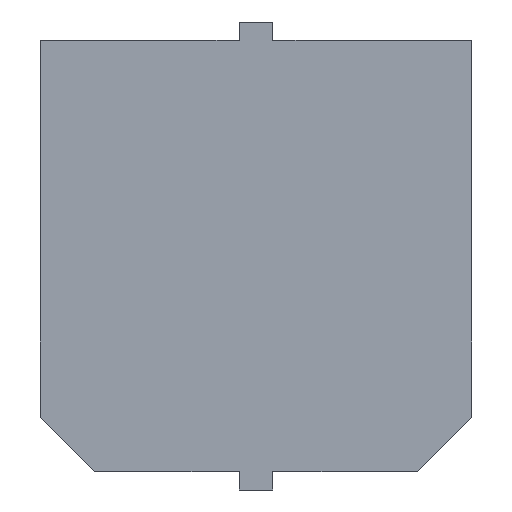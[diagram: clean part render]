
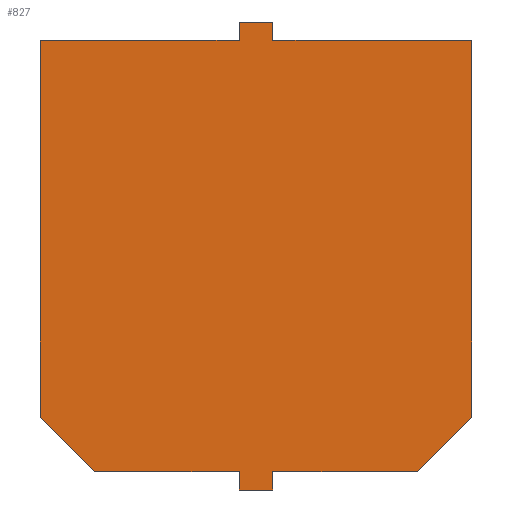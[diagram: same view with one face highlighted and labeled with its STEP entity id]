
A CAD part, front view. The second image highlights one B-rep face of the part: STEP entity #827.
In plain terms, the highlighted planar face has unit normal (0, -1, 0).
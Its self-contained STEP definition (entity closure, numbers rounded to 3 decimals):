
#4 = VECTOR ( 'NONE', #932, 1000. ) ;
#7 = VERTEX_POINT ( 'NONE', #694 ) ;
#8 = CARTESIAN_POINT ( 'NONE',  ( 0.325, 0., 4.5 ) ) ;
#36 = CARTESIAN_POINT ( 'NONE',  ( 4.15, 0., 4.15 ) ) ;
#44 = VECTOR ( 'NONE', #835, 1000. ) ;
#50 = LINE ( 'NONE', #36, #125 ) ;
#56 = DIRECTION ( 'NONE',  ( 0., 0., -1. ) ) ;
#58 = ORIENTED_EDGE ( 'NONE', *, *, #785, .F. ) ;
#82 = CARTESIAN_POINT ( 'NONE',  ( 3.1, 0., -4.15 ) ) ;
#96 = VECTOR ( 'NONE', #1059, 1000. ) ;
#115 = DIRECTION ( 'NONE',  ( -0.707, 0., -0.707 ) ) ;
#125 = VECTOR ( 'NONE', #987, 1000. ) ;
#131 = DIRECTION ( 'NONE',  ( 1., 0., 0. ) ) ;
#132 = LINE ( 'NONE', #206, #355 ) ;
#137 = CARTESIAN_POINT ( 'NONE',  ( 0.325, 0., -4.5 ) ) ;
#147 = CARTESIAN_POINT ( 'NONE',  ( 3.1, 0., -4.15 ) ) ;
#157 = EDGE_CURVE ( 'NONE', #846, #357, #340, .T. ) ;
#169 = VECTOR ( 'NONE', #814, 1000. ) ;
#189 = VECTOR ( 'NONE', #115, 1000. ) ;
#192 = EDGE_CURVE ( 'NONE', #444, #777, #926, .T. ) ;
#195 = AXIS2_PLACEMENT_3D ( 'NONE', #831, #828, #737 ) ;
#206 = CARTESIAN_POINT ( 'NONE',  ( 4.15, 0., -3.1 ) ) ;
#210 = DIRECTION ( 'NONE',  ( 0., 0., -1. ) ) ;
#216 = CARTESIAN_POINT ( 'NONE',  ( 0.325, 0., -4.15 ) ) ;
#219 = VERTEX_POINT ( 'NONE', #147 ) ;
#225 = CARTESIAN_POINT ( 'NONE',  ( 0.325, 0., 1.1 ) ) ;
#232 = VECTOR ( 'NONE', #338, 1000. ) ;
#235 = CARTESIAN_POINT ( 'NONE',  ( 0.325, 0., -4.5 ) ) ;
#253 = EDGE_CURVE ( 'NONE', #357, #481, #50, .T. ) ;
#258 = EDGE_LOOP ( 'NONE', ( #588, #921, #322, #685, #824, #58, #1100, #959, #403, #336, #531, #511, #425, #634 ) ) ;
#263 = CARTESIAN_POINT ( 'NONE',  ( -0.325, 0., 1.1 ) ) ;
#285 = EDGE_CURVE ( 'NONE', #411, #444, #498, .T. ) ;
#289 = PLANE ( 'NONE',  #195 ) ;
#298 = VERTEX_POINT ( 'NONE', #137 ) ;
#299 = LINE ( 'NONE', #412, #488 ) ;
#320 = CARTESIAN_POINT ( 'NONE',  ( -0.325, 0., -4.15 ) ) ;
#322 = ORIENTED_EDGE ( 'NONE', *, *, #396, .F. ) ;
#333 = VERTEX_POINT ( 'NONE', #320 ) ;
#336 = ORIENTED_EDGE ( 'NONE', *, *, #632, .F. ) ;
#338 = DIRECTION ( 'NONE',  ( 0., 0., 1. ) ) ;
#340 = LINE ( 'NONE', #358, #169 ) ;
#343 = EDGE_CURVE ( 'NONE', #435, #298, #837, .T. ) ;
#350 = CARTESIAN_POINT ( 'NONE',  ( -0.325, 0., 4.5 ) ) ;
#355 = VECTOR ( 'NONE', #210, 1000. ) ;
#357 = VERTEX_POINT ( 'NONE', #1091 ) ;
#358 = CARTESIAN_POINT ( 'NONE',  ( -4.15, 0., 4.15 ) ) ;
#396 = EDGE_CURVE ( 'NONE', #298, #1062, #1039, .T. ) ;
#403 = ORIENTED_EDGE ( 'NONE', *, *, #285, .F. ) ;
#411 = VERTEX_POINT ( 'NONE', #908 ) ;
#412 = CARTESIAN_POINT ( 'NONE',  ( -0.325, 0., -1.1 ) ) ;
#413 = LINE ( 'NONE', #82, #189 ) ;
#425 = ORIENTED_EDGE ( 'NONE', *, *, #157, .F. ) ;
#427 = VECTOR ( 'NONE', #671, 1000. ) ;
#435 = VERTEX_POINT ( 'NONE', #216 ) ;
#444 = VERTEX_POINT ( 'NONE', #543 ) ;
#464 = LINE ( 'NONE', #263, #232 ) ;
#471 = VECTOR ( 'NONE', #56, 1000. ) ;
#479 = LINE ( 'NONE', #8, #681 ) ;
#481 = VERTEX_POINT ( 'NONE', #551 ) ;
#484 = DIRECTION ( 'NONE',  ( 0., 0., 1. ) ) ;
#488 = VECTOR ( 'NONE', #484, 1000. ) ;
#490 = EDGE_CURVE ( 'NONE', #1062, #333, #299, .T. ) ;
#498 = LINE ( 'NONE', #225, #1084 ) ;
#511 = ORIENTED_EDGE ( 'NONE', *, *, #253, .F. ) ;
#529 = CARTESIAN_POINT ( 'NONE',  ( -0.325, 0., -4.5 ) ) ;
#531 = ORIENTED_EDGE ( 'NONE', *, *, #725, .F. ) ;
#543 = CARTESIAN_POINT ( 'NONE',  ( 0.325, 0., 4.15 ) ) ;
#551 = CARTESIAN_POINT ( 'NONE',  ( -0.325, 0., 4.15 ) ) ;
#588 = ORIENTED_EDGE ( 'NONE', *, *, #1087, .F. ) ;
#614 = CARTESIAN_POINT ( 'NONE',  ( -3.1, 0., -4.15 ) ) ;
#632 = EDGE_CURVE ( 'NONE', #720, #411, #479, .T. ) ;
#634 = ORIENTED_EDGE ( 'NONE', *, *, #882, .F. ) ;
#669 = VERTEX_POINT ( 'NONE', #934 ) ;
#671 = DIRECTION ( 'NONE',  ( -0.707, 0., 0.707 ) ) ;
#681 = VECTOR ( 'NONE', #790, 1000. ) ;
#685 = ORIENTED_EDGE ( 'NONE', *, *, #343, .F. ) ;
#694 = CARTESIAN_POINT ( 'NONE',  ( 4.15, 0., -3.1 ) ) ;
#695 = LINE ( 'NONE', #727, #4 ) ;
#720 = VERTEX_POINT ( 'NONE', #350 ) ;
#721 = CARTESIAN_POINT ( 'NONE',  ( -4.15, 0., -3.1 ) ) ;
#725 = EDGE_CURVE ( 'NONE', #481, #720, #464, .T. ) ;
#727 = CARTESIAN_POINT ( 'NONE',  ( -3.1, 0., -4.15 ) ) ;
#737 = DIRECTION ( 'NONE',  ( 0., 0., -1. ) ) ;
#738 = LINE ( 'NONE', #614, #44 ) ;
#760 = CARTESIAN_POINT ( 'NONE',  ( -4.15, 0., -3.1 ) ) ;
#777 = VERTEX_POINT ( 'NONE', #998 ) ;
#785 = EDGE_CURVE ( 'NONE', #7, #219, #413, .T. ) ;
#790 = DIRECTION ( 'NONE',  ( 1., 0., 0. ) ) ;
#812 = DIRECTION ( 'NONE',  ( 0., 0., -1. ) ) ;
#814 = DIRECTION ( 'NONE',  ( 0., 0., 1. ) ) ;
#824 = ORIENTED_EDGE ( 'NONE', *, *, #838, .F. ) ;
#827 = ADVANCED_FACE ( 'NONE', ( #992 ), #289, .T. ) ;
#828 = DIRECTION ( 'NONE',  ( 0., -1., 0. ) ) ;
#831 = CARTESIAN_POINT ( 'NONE',  ( 0., 0., 0. ) ) ;
#835 = DIRECTION ( 'NONE',  ( -1., 0., 0. ) ) ;
#837 = LINE ( 'NONE', #1003, #471 ) ;
#838 = EDGE_CURVE ( 'NONE', #219, #435, #695, .T. ) ;
#846 = VERTEX_POINT ( 'NONE', #760 ) ;
#882 = EDGE_CURVE ( 'NONE', #669, #846, #918, .T. ) ;
#908 = CARTESIAN_POINT ( 'NONE',  ( 0.325, 0., 4.5 ) ) ;
#918 = LINE ( 'NONE', #721, #427 ) ;
#921 = ORIENTED_EDGE ( 'NONE', *, *, #490, .F. ) ;
#922 = EDGE_CURVE ( 'NONE', #777, #7, #132, .T. ) ;
#926 = LINE ( 'NONE', #967, #996 ) ;
#932 = DIRECTION ( 'NONE',  ( -1., 0., 0. ) ) ;
#934 = CARTESIAN_POINT ( 'NONE',  ( -3.1, 0., -4.15 ) ) ;
#959 = ORIENTED_EDGE ( 'NONE', *, *, #192, .F. ) ;
#967 = CARTESIAN_POINT ( 'NONE',  ( 4.15, 0., 4.15 ) ) ;
#987 = DIRECTION ( 'NONE',  ( 1., 0., 0. ) ) ;
#992 = FACE_OUTER_BOUND ( 'NONE', #258, .T. ) ;
#996 = VECTOR ( 'NONE', #131, 1000. ) ;
#998 = CARTESIAN_POINT ( 'NONE',  ( 4.15, 0., 4.15 ) ) ;
#1003 = CARTESIAN_POINT ( 'NONE',  ( 0.325, 0., -1.1 ) ) ;
#1039 = LINE ( 'NONE', #235, #96 ) ;
#1059 = DIRECTION ( 'NONE',  ( -1., 0., 0. ) ) ;
#1062 = VERTEX_POINT ( 'NONE', #529 ) ;
#1084 = VECTOR ( 'NONE', #812, 1000. ) ;
#1087 = EDGE_CURVE ( 'NONE', #333, #669, #738, .T. ) ;
#1091 = CARTESIAN_POINT ( 'NONE',  ( -4.15, 0., 4.15 ) ) ;
#1100 = ORIENTED_EDGE ( 'NONE', *, *, #922, .F. ) ;
